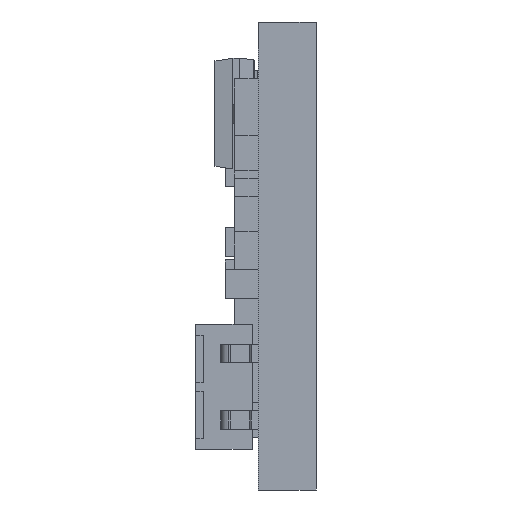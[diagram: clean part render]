
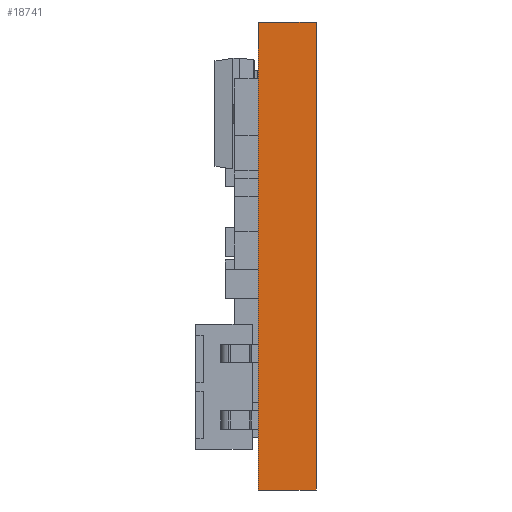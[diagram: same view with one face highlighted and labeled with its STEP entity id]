
A CAD part, left-side view. The second image highlights one B-rep face of the part: STEP entity #18741.
In plain terms, the highlighted planar face has unit normal (-1, 0, 0).
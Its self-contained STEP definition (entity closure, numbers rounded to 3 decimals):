
#410 = VERTEX_POINT ( 'NONE', #15531 ) ;
#1305 = CARTESIAN_POINT ( 'NONE',  ( -37.45, 0., 6.35 ) ) ;
#1785 = EDGE_CURVE ( 'NONE', #6781, #16593, #7988, .T. ) ;
#2404 = CARTESIAN_POINT ( 'NONE',  ( -37.45, -1.57, 6.35 ) ) ;
#2808 = CARTESIAN_POINT ( 'NONE',  ( -37.45, -1.57, -6.35 ) ) ;
#3002 = EDGE_CURVE ( 'NONE', #16642, #410, #4689, .T. ) ;
#3047 = DIRECTION ( 'NONE',  ( 0., 0., 1. ) ) ;
#3764 = VECTOR ( 'NONE', #19334, 1000. ) ;
#4689 = LINE ( 'NONE', #2808, #3764 ) ;
#6492 = ORIENTED_EDGE ( 'NONE', *, *, #3002, .F. ) ;
#6781 = VERTEX_POINT ( 'NONE', #2404 ) ;
#7088 = ORIENTED_EDGE ( 'NONE', *, *, #1785, .T. ) ;
#7707 = VECTOR ( 'NONE', #20361, 1000. ) ;
#7792 = PLANE ( 'NONE',  #15728 ) ;
#7988 = LINE ( 'NONE', #18466, #7707 ) ;
#8701 = VECTOR ( 'NONE', #3047, 1000. ) ;
#9763 = LINE ( 'NONE', #16576, #17703 ) ;
#10689 = CARTESIAN_POINT ( 'NONE',  ( -37.45, -1.57, 6.35 ) ) ;
#10750 = FACE_OUTER_BOUND ( 'NONE', #14108, .T. ) ;
#11305 = ORIENTED_EDGE ( 'NONE', *, *, #13790, .T. ) ;
#13790 = EDGE_CURVE ( 'NONE', #16642, #6781, #9763, .T. ) ;
#14108 = EDGE_LOOP ( 'NONE', ( #15358, #6492, #11305, #7088 ) ) ;
#14338 = DIRECTION ( 'NONE',  ( -1., 0., 0. ) ) ;
#15358 = ORIENTED_EDGE ( 'NONE', *, *, #20727, .F. ) ;
#15531 = CARTESIAN_POINT ( 'NONE',  ( -37.45, 0., -6.35 ) ) ;
#15728 = AXIS2_PLACEMENT_3D ( 'NONE', #10689, #14338, #21793 ) ;
#16576 = CARTESIAN_POINT ( 'NONE',  ( -37.45, -1.57, 6.35 ) ) ;
#16593 = VERTEX_POINT ( 'NONE', #21147 ) ;
#16642 = VERTEX_POINT ( 'NONE', #22925 ) ;
#16776 = LINE ( 'NONE', #1305, #8701 ) ;
#17703 = VECTOR ( 'NONE', #18447, 1000. ) ;
#18447 = DIRECTION ( 'NONE',  ( 0., 0., 1. ) ) ;
#18466 = CARTESIAN_POINT ( 'NONE',  ( -37.45, -1.57, 6.35 ) ) ;
#18741 = ADVANCED_FACE ( 'NONE', ( #10750 ), #7792, .T. ) ;
#19334 = DIRECTION ( 'NONE',  ( 0., 1., 0. ) ) ;
#20361 = DIRECTION ( 'NONE',  ( 0., 1., 0. ) ) ;
#20727 = EDGE_CURVE ( 'NONE', #410, #16593, #16776, .T. ) ;
#21147 = CARTESIAN_POINT ( 'NONE',  ( -37.45, 0., 6.35 ) ) ;
#21793 = DIRECTION ( 'NONE',  ( 0., 0., 1. ) ) ;
#22925 = CARTESIAN_POINT ( 'NONE',  ( -37.45, -1.57, -6.35 ) ) ;
